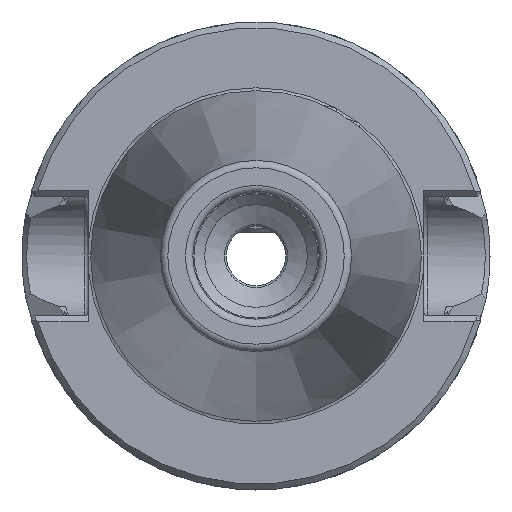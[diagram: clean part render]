
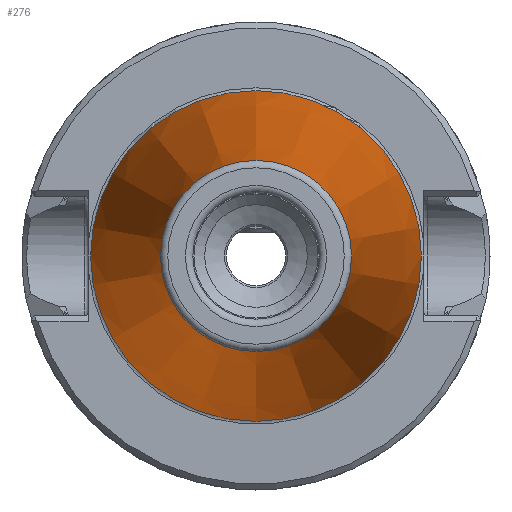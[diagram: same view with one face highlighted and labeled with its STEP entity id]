
A CAD part, left-side view. The second image highlights one B-rep face of the part: STEP entity #276.
In plain terms, the highlighted conical face has half-angle 8.297 degrees and reference radius 12.871 mm.
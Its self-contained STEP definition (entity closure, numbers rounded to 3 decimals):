
#276 = ADVANCED_FACE( '', ( #600, #601 ), #602, .T. );
#600 = FACE_OUTER_BOUND( '', #966, .T. );
#601 = FACE_BOUND( '', #967, .T. );
#602 = CONICAL_SURFACE( '', #968, 12.871, 0.145 );
#966 = EDGE_LOOP( '', ( #1686 ) );
#967 = EDGE_LOOP( '', ( #1687 ) );
#968 = AXIS2_PLACEMENT_3D( '', #1688, #1689, #1690 );
#1686 = ORIENTED_EDGE( '', *, *, #2070, .T. );
#1687 = ORIENTED_EDGE( '', *, *, #2160, .F. );
#1688 = CARTESIAN_POINT( '', ( -64.544, 0., 0. ) );
#1689 = DIRECTION( '', ( 1., 0., 0. ) );
#1690 = DIRECTION( '', ( 0., 0., -1. ) );
#2070 = EDGE_CURVE( '', #2494, #2494, #2495, .T. );
#2160 = EDGE_CURVE( '', #2623, #2623, #2624, .T. );
#2494 = VERTEX_POINT( '', #3335 );
#2495 = CIRCLE( '', #3336, 22.268 );
#2623 = VERTEX_POINT( '', #3559 );
#2624 = CIRCLE( '', #3560, 12.871 );
#3335 = CARTESIAN_POINT( '', ( -0.106, 0., 22.268 ) );
#3336 = AXIS2_PLACEMENT_3D( '', #3929, #3930, #3931 );
#3559 = CARTESIAN_POINT( '', ( -64.544, 0., 12.871 ) );
#3560 = AXIS2_PLACEMENT_3D( '', #4023, #4024, #4025 );
#3929 = CARTESIAN_POINT( '', ( -0.106, 0., 0. ) );
#3930 = DIRECTION( '', ( -1., 0., 0. ) );
#3931 = DIRECTION( '', ( 0., 0., 1. ) );
#4023 = CARTESIAN_POINT( '', ( -64.544, 0., 0. ) );
#4024 = DIRECTION( '', ( -1., 0., 0. ) );
#4025 = DIRECTION( '', ( 0., 0., 1. ) );
